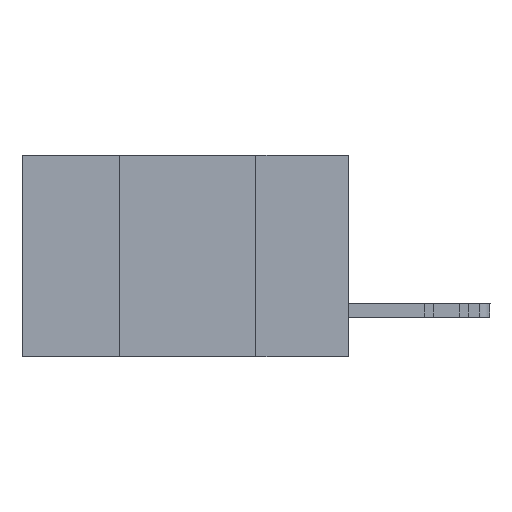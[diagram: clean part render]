
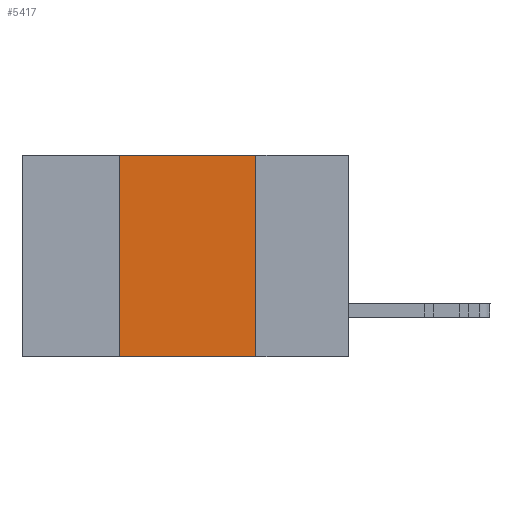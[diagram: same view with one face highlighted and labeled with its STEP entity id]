
A CAD part, left-side view. The second image highlights one B-rep face of the part: STEP entity #5417.
In plain terms, the highlighted planar face has unit normal (-1, 0, 0).
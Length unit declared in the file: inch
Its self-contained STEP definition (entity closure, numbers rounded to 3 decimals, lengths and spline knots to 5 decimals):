
#97 = CARTESIAN_POINT ( 'NONE',  ( 0., 0.42, 0. ) ) ;
#1289 = VECTOR ( 'NONE', #15745, 39.37008 ) ;
#3459 = EDGE_CURVE ( 'NONE', #12828, #5850, #15889, .T. ) ;
#4034 = CARTESIAN_POINT ( 'NONE',  ( 0., 0.6, 0. ) ) ;
#4302 = VECTOR ( 'NONE', #21996, 39.37008 ) ;
#4342 = DIRECTION ( 'NONE',  ( 0., 0., -1. ) ) ;
#4489 = VERTEX_POINT ( 'NONE', #97 ) ;
#4906 = VECTOR ( 'NONE', #22439, 39.37008 ) ;
#5161 = ORIENTED_EDGE ( 'NONE', *, *, #19076, .F. ) ;
#5417 = ADVANCED_FACE ( 'NONE', ( #6724 ), #9586, .F. ) ;
#5850 = VERTEX_POINT ( 'NONE', #15357 ) ;
#6724 = FACE_OUTER_BOUND ( 'NONE', #21843, .T. ) ;
#8115 = VERTEX_POINT ( 'NONE', #12367 ) ;
#8564 = AXIS2_PLACEMENT_3D ( 'NONE', #10027, #9579, #9412 ) ;
#9280 = ORIENTED_EDGE ( 'NONE', *, *, #14771, .F. ) ;
#9412 = DIRECTION ( 'NONE',  ( 0., 0., -1. ) ) ;
#9579 = DIRECTION ( 'NONE',  ( 1., 0., 0. ) ) ;
#9586 = PLANE ( 'NONE',  #8564 ) ;
#10027 = CARTESIAN_POINT ( 'NONE',  ( 0., 0.6, 0. ) ) ;
#10041 = EDGE_CURVE ( 'NONE', #12828, #4489, #14689, .T. ) ;
#10076 = CARTESIAN_POINT ( 'NONE',  ( 0., 0.42, -0.37 ) ) ;
#10166 = CARTESIAN_POINT ( 'NONE',  ( 0., 0.17, -0.37 ) ) ;
#11510 = ORIENTED_EDGE ( 'NONE', *, *, #3459, .T. ) ;
#12367 = CARTESIAN_POINT ( 'NONE',  ( 0., 0.17, 0. ) ) ;
#12493 = VECTOR ( 'NONE', #4342, 39.37008 ) ;
#12828 = VERTEX_POINT ( 'NONE', #10076 ) ;
#14689 = LINE ( 'NONE', #20035, #4302 ) ;
#14771 = EDGE_CURVE ( 'NONE', #8115, #5850, #22714, .T. ) ;
#15357 = CARTESIAN_POINT ( 'NONE',  ( 0., 0.17, -0.37 ) ) ;
#15745 = DIRECTION ( 'NONE',  ( 0., -1., 0. ) ) ;
#15889 = LINE ( 'NONE', #22056, #4906 ) ;
#16164 = ORIENTED_EDGE ( 'NONE', *, *, #10041, .F. ) ;
#17478 = LINE ( 'NONE', #4034, #1289 ) ;
#19076 = EDGE_CURVE ( 'NONE', #4489, #8115, #17478, .T. ) ;
#20035 = CARTESIAN_POINT ( 'NONE',  ( 0., 0.42, -0.37 ) ) ;
#21843 = EDGE_LOOP ( 'NONE', ( #9280, #5161, #16164, #11510 ) ) ;
#21996 = DIRECTION ( 'NONE',  ( 0., 0., 1. ) ) ;
#22056 = CARTESIAN_POINT ( 'NONE',  ( 0., 0.6, -0.37 ) ) ;
#22439 = DIRECTION ( 'NONE',  ( 0., -1., 0. ) ) ;
#22714 = LINE ( 'NONE', #10166, #12493 ) ;
